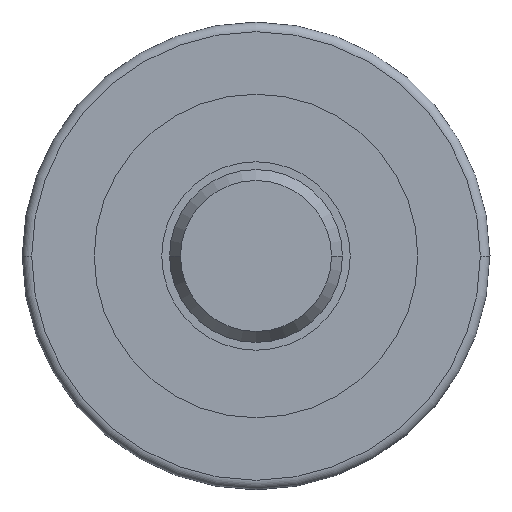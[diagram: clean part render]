
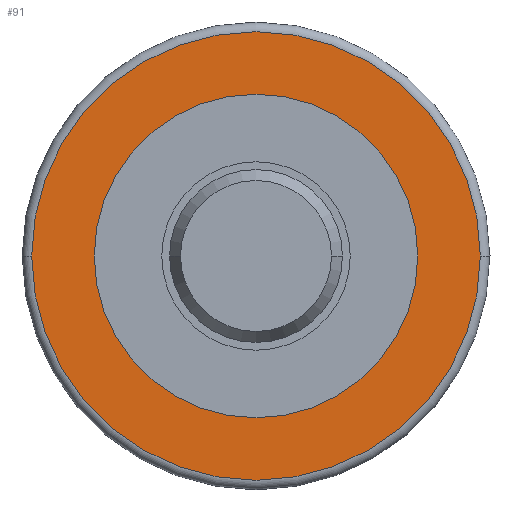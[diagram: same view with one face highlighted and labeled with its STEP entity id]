
A CAD part, left-side view. The second image highlights one B-rep face of the part: STEP entity #91.
In plain terms, the highlighted planar face has unit normal (-1, 0, 0).
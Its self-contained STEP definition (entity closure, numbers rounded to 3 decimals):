
#91=ADVANCED_FACE('',(#168,#169),#170,.F.);
#168=FACE_OUTER_BOUND('',#289,.T.);
#169=FACE_BOUND('',#290,.T.);
#170=PLANE('',#291);
#289=EDGE_LOOP('',(#575,#576));
#290=EDGE_LOOP('',(#577,#578));
#291=AXIS2_PLACEMENT_3D('',#579,#580,#581);
#575=ORIENTED_EDGE('',*,*,#931,.F.);
#576=ORIENTED_EDGE('',*,*,#932,.T.);
#577=ORIENTED_EDGE('',*,*,#930,.F.);
#578=ORIENTED_EDGE('',*,*,#928,.T.);
#579=CARTESIAN_POINT('',(9.0,0.0,0.0));
#580=DIRECTION('',(1.0,0.0,0.0));
#581=DIRECTION('',(0.0,1.0,0.0));
#928=EDGE_CURVE('',#1091,#1089,#1092,.T.);
#930=EDGE_CURVE('',#1091,#1089,#1094,.T.);
#931=EDGE_CURVE('',#1095,#1096,#1097,.T.);
#932=EDGE_CURVE('',#1095,#1096,#1098,.T.);
#1089=VERTEX_POINT('',#1347);
#1091=VERTEX_POINT('',#1350);
#1092=CIRCLE('',#1351,51.0);
#1094=CIRCLE('',#1354,51.0);
#1095=VERTEX_POINT('',#1355);
#1096=VERTEX_POINT('',#1356);
#1097=CIRCLE('',#1357,71.401);
#1098=CIRCLE('',#1358,71.401);
#1347=CARTESIAN_POINT('',(9.0,-51.0,0.0));
#1350=CARTESIAN_POINT('',(9.0,51.0,0.0));
#1351=AXIS2_PLACEMENT_3D('',#1748,#1749,#1750);
#1354=AXIS2_PLACEMENT_3D('',#1752,#1753,#1754);
#1355=CARTESIAN_POINT('',(9.0,71.401,0.0));
#1356=CARTESIAN_POINT('',(9.0,-71.401,0.));
#1357=AXIS2_PLACEMENT_3D('',#1755,#1756,#1757);
#1358=AXIS2_PLACEMENT_3D('',#1758,#1759,#1760);
#1748=CARTESIAN_POINT('',(9.0,0.0,0.0));
#1749=DIRECTION('',(1.0,0.0,0.0));
#1750=DIRECTION('',(0.0,1.0,0.0));
#1752=CARTESIAN_POINT('',(9.0,0.0,0.0));
#1753=DIRECTION('',(-1.0,0.0,0.0));
#1754=DIRECTION('',(0.0,1.0,0.0));
#1755=CARTESIAN_POINT('',(9.0,0.0,0.0));
#1756=DIRECTION('',(1.0,0.0,0.0));
#1757=DIRECTION('',(0.0,1.0,0.0));
#1758=CARTESIAN_POINT('',(9.0,0.0,0.0));
#1759=DIRECTION('',(-1.0,0.0,0.0));
#1760=DIRECTION('',(0.0,1.0,0.0));
